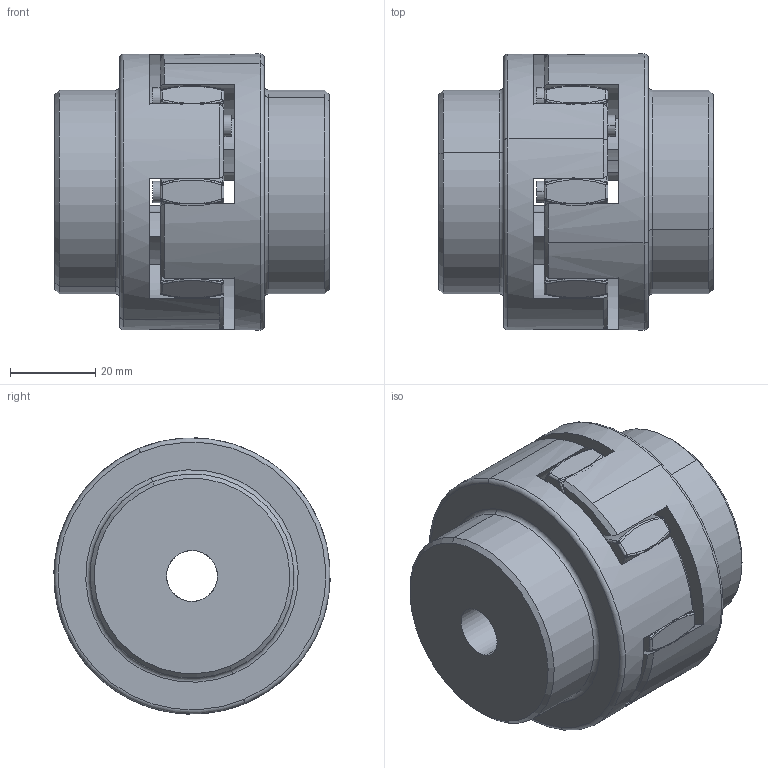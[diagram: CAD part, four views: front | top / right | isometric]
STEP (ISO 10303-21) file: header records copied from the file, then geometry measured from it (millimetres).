
FILE_DESCRIPTION((''),'2;1');
FILE_NAME('LH100_ASM','2013-04-17T',('ppetruska'),(''),'PRO/ENGINEER BY PARAMETRIC TECHNOLOGY CORPORATION, 2012480','PRO/ENGINEER BY PARAMETRIC TECHNOLOGY CORPORATION, 2012480','');
FILE_SCHEMA(('CONFIG_CONTROL_DESIGN'));
Length unit declared in the file: millimetre
Products named in the file (3): CJ28-38-HUB-A; CJ28-38-SPIDER; LH100_ASM
Assembly tree (3 placements, depth 2):
  LH100_ASM
    CJ28-38-HUB-A  x2
    CJ28-38-SPIDER
Bounding box: 64.5 x 64.97 x 64.97 mm (x, y, z)
Volume: 135363.6 mm3; surface area: 37647.7 mm2
Topology: 3 solids, 3 shells, 391 faces, 887 edges, 512 vertices
Faces by surface type: bspline 201, cylinder 136, plane 32, cone 14, torus 8
Entity records: 21541 total; most frequent: CARTESIAN_POINT 15195, ORIENTED_EDGE 1584, DIRECTION 888, EDGE_CURVE 792, VERTEX_POINT 451, B_SPLINE_CURVE_WITH_KNOTS 437, AXIS2_PLACEMENT_3D 374, EDGE_LOOP 367
